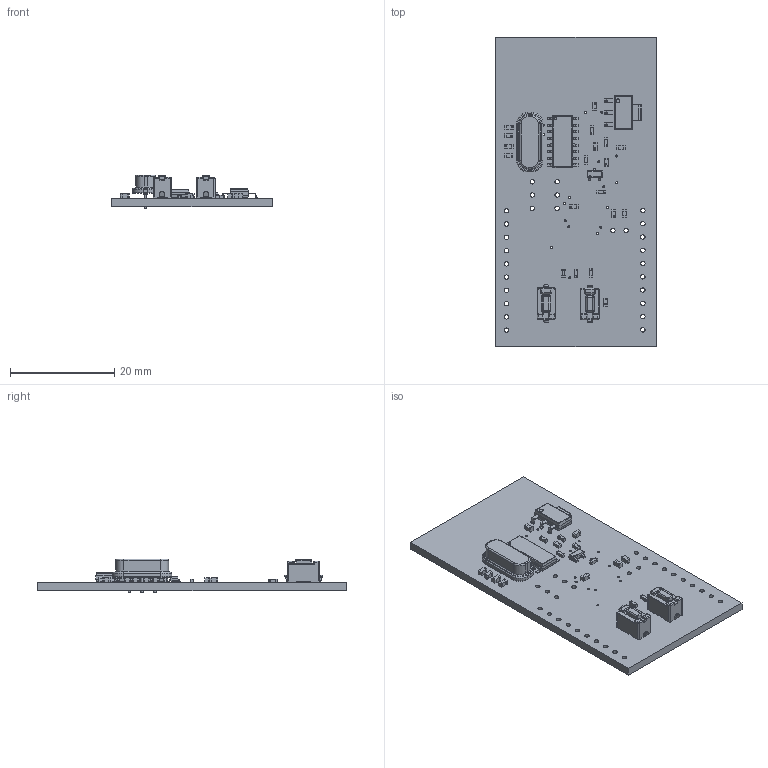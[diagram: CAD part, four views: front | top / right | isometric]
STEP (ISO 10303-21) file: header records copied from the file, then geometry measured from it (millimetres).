
FILE_DESCRIPTION(('for SolidWorks'),'2;1');
FILE_NAME('3dview.step', '2021-03-09T11:24:09',('Sanflame'),(''), 'Open CASCADE STEP processor 6.6','DipTrace','Unknown');
FILE_SCHEMA(('AUTOMOTIVE_DESIGN { 1 0 10303 214 1 1 1 1 }'));
Length unit declared in the file: millimetre
Products named in the file (10): PCB_3dview; Board_3dview; cap_0603; dio_0603; BC847A,215; res_0603; evq-pn-pe-04; CH340G; LT1117IST-3.3#PBF; hc-49us
Assembly tree (26 placements, depth 2):
  PCB_3dview
    Board_3dview
    cap_0603  x9
    dio_0603  x3
    BC847A,215
    res_0603  x7
    evq-pn-pe-04  x2
    CH340G
    LT1117IST-3.3#PBF
    hc-49us
Bounding box: 30.73 x 59.16 x 6.5 mm (x, y, z)
Volume: 3280.9 mm3; surface area: 4891.8 mm2
Topology: 52 solids, 52 shells, 1607 faces, 3944 edges, 2453 vertices
Faces by surface type: plane 1282, cylinder 280, bspline 24, torus 21
Full cylindrical faces by diameter (mm): 0.234 x2, 0.4 x17, 0.41 x2, 0.43 x3, 0.65 x2, 0.659 x2, 0.8 x2, 0.85 x28
Entity records: 24946 total; most frequent: CARTESIAN_POINT 4145, DIRECTION 3972, ORIENTED_EDGE 3840, EDGE_CURVE 1920, LINE 1452, VECTOR 1452, AXIS2_PLACEMENT_3D 1260, VERTEX_POINT 1225
